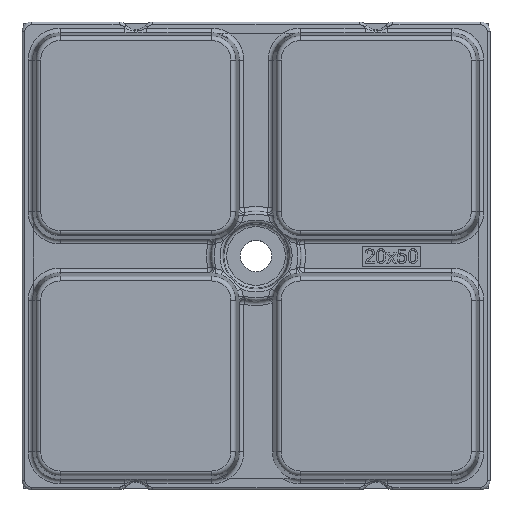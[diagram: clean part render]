
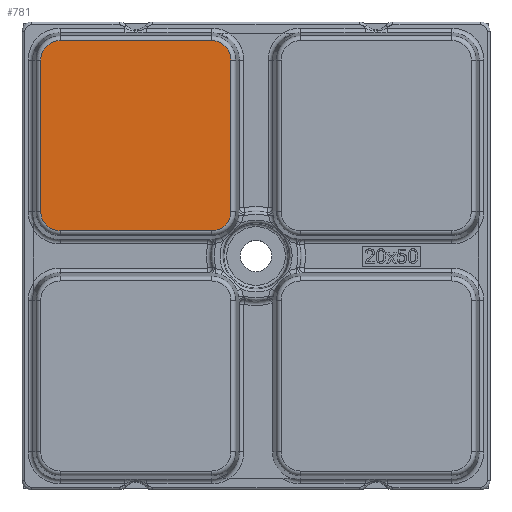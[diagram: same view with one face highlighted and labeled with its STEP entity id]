
A CAD part, top view. The second image highlights one B-rep face of the part: STEP entity #781.
In plain terms, the highlighted planar face has unit normal (0, 0, 1).
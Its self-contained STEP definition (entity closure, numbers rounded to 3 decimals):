
#781=ADVANCED_FACE('',(#1401),#1252,.F.);
#1252=PLANE('',#7697);
#1401=FACE_OUTER_BOUND('',#1849,.T.);
#1849=EDGE_LOOP('',(#2842,#2843,#2844,#2845,#2846,#2847,#2848,#2849));
#2361=CIRCLE('',#7693,2.046);
#2362=CIRCLE('',#7694,2.046);
#2363=CIRCLE('',#7695,2.046);
#2364=CIRCLE('',#7696,2.046);
#2842=ORIENTED_EDGE('',*,*,#5738,.T.);
#2843=ORIENTED_EDGE('',*,*,#5739,.T.);
#2844=ORIENTED_EDGE('',*,*,#5740,.T.);
#2845=ORIENTED_EDGE('',*,*,#5741,.T.);
#2846=ORIENTED_EDGE('',*,*,#5742,.T.);
#2847=ORIENTED_EDGE('',*,*,#5743,.T.);
#2848=ORIENTED_EDGE('',*,*,#5744,.T.);
#2849=ORIENTED_EDGE('',*,*,#5745,.T.);
#5062=VERTEX_POINT('',#10731);
#5063=VERTEX_POINT('',#10732);
#5064=VERTEX_POINT('',#10734);
#5065=VERTEX_POINT('',#10736);
#5066=VERTEX_POINT('',#10738);
#5067=VERTEX_POINT('',#10740);
#5068=VERTEX_POINT('',#10742);
#5069=VERTEX_POINT('',#10744);
#5738=EDGE_CURVE('',#5062,#5063,#6848,.T.);
#5739=EDGE_CURVE('',#5063,#5064,#2361,.T.);
#5740=EDGE_CURVE('',#5064,#5065,#6849,.T.);
#5741=EDGE_CURVE('',#5065,#5066,#2362,.T.);
#5742=EDGE_CURVE('',#5066,#5067,#6850,.T.);
#5743=EDGE_CURVE('',#5067,#5068,#2363,.T.);
#5744=EDGE_CURVE('',#5068,#5069,#6851,.T.);
#5745=EDGE_CURVE('',#5069,#5062,#2364,.T.);
#6848=LINE('',#10730,#7262);
#6849=LINE('',#10735,#7263);
#6850=LINE('',#10739,#7264);
#6851=LINE('',#10743,#7265);
#7262=VECTOR('',#8563,1.);
#7263=VECTOR('',#8566,1.);
#7264=VECTOR('',#8569,1.);
#7265=VECTOR('',#8572,1.);
#7693=AXIS2_PLACEMENT_3D('',#10733,#8564,#8565);
#7694=AXIS2_PLACEMENT_3D('',#10737,#8567,#8568);
#7695=AXIS2_PLACEMENT_3D('',#10741,#8570,#8571);
#7696=AXIS2_PLACEMENT_3D('',#10745,#8573,#8574);
#7697=AXIS2_PLACEMENT_3D('',#10746,#8575,#8576);
#8563=DIRECTION('',(1.,0.,0.));
#8564=DIRECTION('',(0.,0.,1.));
#8565=DIRECTION('',(-1.,0.,0.));
#8566=DIRECTION('',(0.,1.,0.));
#8567=DIRECTION('',(0.,0.,1.));
#8568=DIRECTION('',(-1.,0.,0.));
#8569=DIRECTION('',(-1.,0.,0.));
#8570=DIRECTION('',(0.,0.,1.));
#8571=DIRECTION('',(-1.,0.,0.));
#8572=DIRECTION('',(0.,-1.,0.));
#8573=DIRECTION('',(0.,0.,1.));
#8574=DIRECTION('',(-1.,0.,0.));
#8575=DIRECTION('',(0.,0.,-1.));
#8576=DIRECTION('',(-1.,0.,0.));
#10730=CARTESIAN_POINT('',(8.,-10.046,9.311));
#10731=CARTESIAN_POINT('',(-8.,-10.046,9.311));
#10732=CARTESIAN_POINT('',(8.,-10.046,9.311));
#10733=CARTESIAN_POINT('',(8.,-8.,9.311));
#10734=CARTESIAN_POINT('',(10.046,-8.,9.311));
#10735=CARTESIAN_POINT('',(10.046,8.,9.311));
#10736=CARTESIAN_POINT('',(10.046,8.,9.311));
#10737=CARTESIAN_POINT('',(8.,8.,9.311));
#10738=CARTESIAN_POINT('',(8.,10.046,9.311));
#10739=CARTESIAN_POINT('',(-8.,10.046,9.311));
#10740=CARTESIAN_POINT('',(-8.,10.046,9.311));
#10741=CARTESIAN_POINT('',(-8.,8.,9.311));
#10742=CARTESIAN_POINT('',(-10.046,8.,9.311));
#10743=CARTESIAN_POINT('',(-10.046,-8.,9.311));
#10744=CARTESIAN_POINT('',(-10.046,-8.,9.311));
#10745=CARTESIAN_POINT('',(-8.,-8.,9.311));
#10746=CARTESIAN_POINT('',(0.,-11.,9.311));
